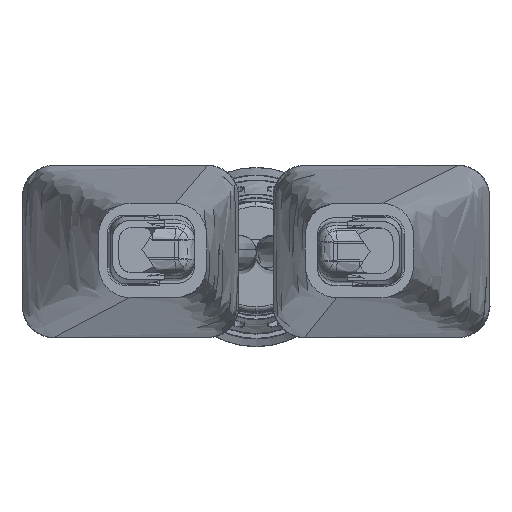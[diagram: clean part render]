
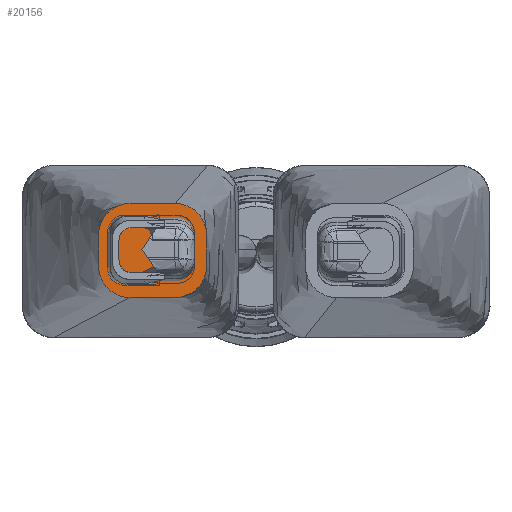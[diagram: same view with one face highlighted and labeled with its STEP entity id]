
A CAD part, top view. The second image highlights one B-rep face of the part: STEP entity #20156.
In plain terms, the highlighted face is planar.
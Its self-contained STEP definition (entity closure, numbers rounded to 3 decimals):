
#3031 = CARTESIAN_POINT ( 'NONE',  ( 1., 54., 0.025 ) ) ;
#4357 = CARTESIAN_POINT ( 'NONE',  ( -1., 54., -2.853 ) ) ;
#4994 = VERTEX_POINT ( 'NONE', #54773 ) ;
#5165 = CARTESIAN_POINT ( 'NONE',  ( -3., 54., -2.853 ) ) ;
#5298 = ORIENTED_EDGE ( 'NONE', *, *, #26746, .T. ) ;
#7126 = DIRECTION ( 'NONE',  ( 0., 1., 0. ) ) ;
#7541 = CARTESIAN_POINT ( 'NONE',  ( 1., 54., -2.853 ) ) ;
#7709 = CARTESIAN_POINT ( 'NONE',  ( 3., 54., -2.853 ) ) ;
#8715 = EDGE_CURVE ( 'NONE', #57441, #33231, #12659, .T. ) ;
#9816 = AXIS2_PLACEMENT_3D ( 'NONE', #3031, #58002, #47754 ) ;
#9954 = DIRECTION ( 'NONE',  ( 0., 0., 1. ) ) ;
#10547 = LINE ( 'NONE', #5165, #19134 ) ;
#10629 = ORIENTED_EDGE ( 'NONE', *, *, #43516, .T. ) ;
#12238 = FACE_OUTER_BOUND ( 'NONE', #34373, .T. ) ;
#12320 = EDGE_CURVE ( 'NONE', #19845, #32145, #55679, .T. ) ;
#12659 = CIRCLE ( 'NONE', #40785, 2. ) ;
#13489 = VERTEX_POINT ( 'NONE', #40512 ) ;
#15034 = ORIENTED_EDGE ( 'NONE', *, *, #8715, .T. ) ;
#15135 = ORIENTED_EDGE ( 'NONE', *, *, #33116, .T. ) ;
#17287 = CARTESIAN_POINT ( 'NONE',  ( -1., 54., -4.853 ) ) ;
#19134 = VECTOR ( 'NONE', #9954, 1000. ) ;
#19845 = VERTEX_POINT ( 'NONE', #7709 ) ;
#20156 = ADVANCED_FACE ( 'NONE', ( #12238 ), #21784, .T. ) ;
#20242 = DIRECTION ( 'NONE',  ( 0., 0., -1. ) ) ;
#20895 = LINE ( 'NONE', #17287, #64408 ) ;
#21237 = CARTESIAN_POINT ( 'NONE',  ( -1., 54., 2.025 ) ) ;
#21784 = PLANE ( 'NONE',  #26738 ) ;
#22011 = DIRECTION ( 'NONE',  ( 0., 0., 1. ) ) ;
#22450 = LINE ( 'NONE', #34991, #56619 ) ;
#23490 = DIRECTION ( 'NONE',  ( 0., 1., 0. ) ) ;
#26738 = AXIS2_PLACEMENT_3D ( 'NONE', #51930, #61306, #22011 ) ;
#26746 = EDGE_CURVE ( 'NONE', #13489, #4994, #50837, .T. ) ;
#27158 = LINE ( 'NONE', #34246, #56735 ) ;
#27221 = DIRECTION ( 'NONE',  ( 0., 1., 0. ) ) ;
#30148 = ORIENTED_EDGE ( 'NONE', *, *, #12320, .T. ) ;
#30463 = CARTESIAN_POINT ( 'NONE',  ( -3., 54., 0.025 ) ) ;
#31996 = DIRECTION ( 'NONE',  ( -1., 0., 0. ) ) ;
#32145 = VERTEX_POINT ( 'NONE', #60828 ) ;
#33116 = EDGE_CURVE ( 'NONE', #49622, #57441, #10547, .T. ) ;
#33231 = VERTEX_POINT ( 'NONE', #21237 ) ;
#33245 = DIRECTION ( 'NONE',  ( 0., 0., -1. ) ) ;
#34246 = CARTESIAN_POINT ( 'NONE',  ( -1., 54., 2.025 ) ) ;
#34373 = EDGE_LOOP ( 'NONE', ( #15034, #10629, #5298, #50011, #30148, #56289, #37353, #15135 ) ) ;
#34991 = CARTESIAN_POINT ( 'NONE',  ( 3., 54., -2.853 ) ) ;
#36318 = AXIS2_PLACEMENT_3D ( 'NONE', #7541, #7126, #46826 ) ;
#36778 = DIRECTION ( 'NONE',  ( 0., 0., 1. ) ) ;
#37353 = ORIENTED_EDGE ( 'NONE', *, *, #54669, .T. ) ;
#40512 = CARTESIAN_POINT ( 'NONE',  ( 1., 54., 2.025 ) ) ;
#40785 = AXIS2_PLACEMENT_3D ( 'NONE', #51566, #27221, #36778 ) ;
#43516 = EDGE_CURVE ( 'NONE', #33231, #13489, #27158, .T. ) ;
#45581 = VERTEX_POINT ( 'NONE', #50003 ) ;
#46659 = AXIS2_PLACEMENT_3D ( 'NONE', #4357, #23490, #33245 ) ;
#46826 = DIRECTION ( 'NONE',  ( 0., 0., 1. ) ) ;
#47754 = DIRECTION ( 'NONE',  ( 0., 0., 1. ) ) ;
#49622 = VERTEX_POINT ( 'NONE', #60495 ) ;
#49731 = EDGE_CURVE ( 'NONE', #32145, #45581, #20895, .T. ) ;
#50003 = CARTESIAN_POINT ( 'NONE',  ( -1., 54., -4.853 ) ) ;
#50011 = ORIENTED_EDGE ( 'NONE', *, *, #50288, .T. ) ;
#50288 = EDGE_CURVE ( 'NONE', #4994, #19845, #22450, .T. ) ;
#50837 = CIRCLE ( 'NONE', #9816, 2. ) ;
#51566 = CARTESIAN_POINT ( 'NONE',  ( -1., 54., 0.025 ) ) ;
#51930 = CARTESIAN_POINT ( 'NONE',  ( -1., 54., 0.025 ) ) ;
#54463 = DIRECTION ( 'NONE',  ( 1., 0., 0. ) ) ;
#54669 = EDGE_CURVE ( 'NONE', #45581, #49622, #63471, .T. ) ;
#54773 = CARTESIAN_POINT ( 'NONE',  ( 3., 54., 0.025 ) ) ;
#55679 = CIRCLE ( 'NONE', #36318, 2. ) ;
#56289 = ORIENTED_EDGE ( 'NONE', *, *, #49731, .T. ) ;
#56619 = VECTOR ( 'NONE', #20242, 1000. ) ;
#56735 = VECTOR ( 'NONE', #54463, 1000. ) ;
#57441 = VERTEX_POINT ( 'NONE', #30463 ) ;
#58002 = DIRECTION ( 'NONE',  ( 0., 1., 0. ) ) ;
#60495 = CARTESIAN_POINT ( 'NONE',  ( -3., 54., -2.853 ) ) ;
#60828 = CARTESIAN_POINT ( 'NONE',  ( 1., 54., -4.853 ) ) ;
#61306 = DIRECTION ( 'NONE',  ( 0., 1., 0. ) ) ;
#63471 = CIRCLE ( 'NONE', #46659, 2. ) ;
#64408 = VECTOR ( 'NONE', #31996, 1000. ) ;
